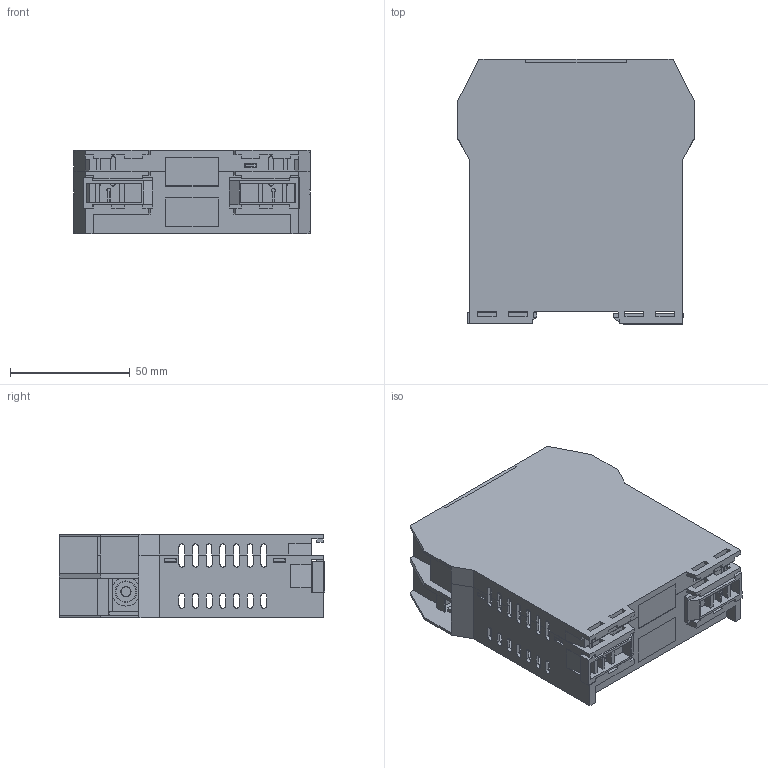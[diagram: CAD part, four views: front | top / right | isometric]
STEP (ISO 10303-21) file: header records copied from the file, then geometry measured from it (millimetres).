
FILE_DESCRIPTION(/* description */ (''),/* implementation_level */ '2;1');
FILE_NAME(/* name */ 'Z204-1.iam.stp',/* time_stamp */ '2017-03-13T15:35:45+01:00',/* author */ ('teso'),/* organization */ (''),/* preprocessor_version */ 'ST-DEVELOPER v16.5',/* originating_system */ 'Autodesk Inventor 2017',/* authorisation */ '');
FILE_SCHEMA (('AUTOMOTIVE_DESIGN { 1 0 10303 214 3 1 1 }'));
Length unit declared in the file: millimetre
Products named in the file (19): Z204-1; contenitore; gancio fissaggio; connettore bus; contenitore_1; Fix1_MIR1; Coperchio-post.; Coperchio-ant.2; MSTB_2.5_3-ST-5.08; Tappo-morsetti; Banana-female-socket; female-banana-socket; Base-banana; Piastra-banana; Banana-female-socket_MIR; female-banana-socket_MIR; Base-banana_MIR; Piastra-banana_MIR; phone-plug-3.5-female-socket
Assembly tree (23 placements, depth 3):
  Z204-1
    contenitore
    gancio fissaggio
    connettore bus
    Coperchio-post.  x2
    contenitore_1
    Fix1_MIR1
    Coperchio-ant.2
    MSTB_2.5_3-ST-5.08  x2
    Tappo-morsetti  x4
    Banana-female-socket
      female-banana-socket
      Base-banana
      Piastra-banana
    Banana-female-socket_MIR
      female-banana-socket_MIR
      Base-banana_MIR
      Piastra-banana_MIR
    phone-plug-3.5-female-socket
Bounding box: 98.5 x 110.83 x 35 mm (x, y, z)
Volume: 70625.3 mm3; surface area: 92577.4 mm2
Topology: 21 solids, 21 shells, 1526 faces, 4155 edges, 2725 vertices
Faces by surface type: plane 1310, cylinder 212, cone 4
Full cylindrical faces by diameter (mm): 0.609 x2, 1.4 x6, 1.5 x4, 1.6 x4, 2.8 x6, 3 x4, 3.5 x1, 3.75 x1, 3.783 x6, 3.8 x1, 4 x8, 4.25 x2, 8.35 x2, 9 x2, 12 x2
Entity records: 39529 total; most frequent: CARTESIAN_POINT 6909, ORIENTED_EDGE 6756, DIRECTION 6294, EDGE_CURVE 3378, LINE 3040, VECTOR 3040, VERTEX_POINT 2242, AXIS2_PLACEMENT_3D 1627
